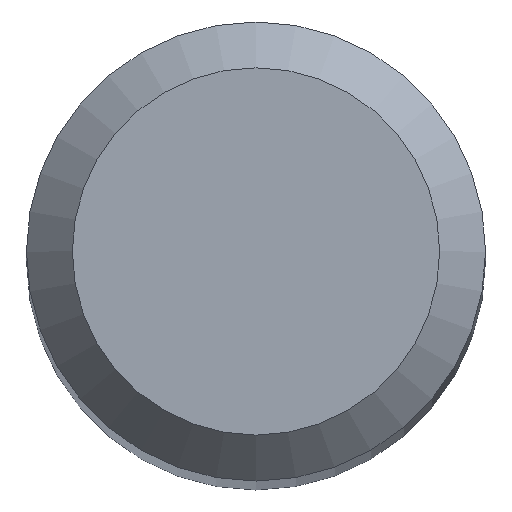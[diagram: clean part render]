
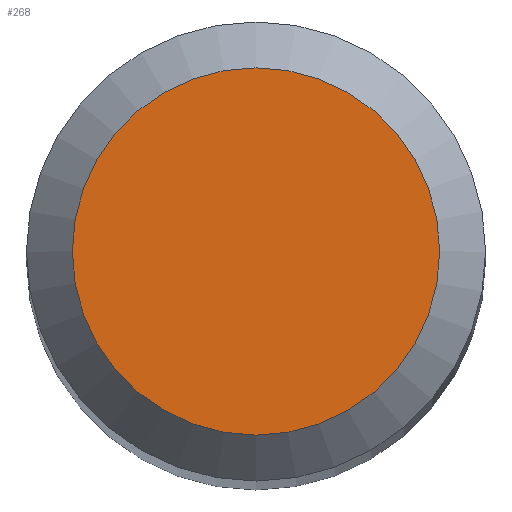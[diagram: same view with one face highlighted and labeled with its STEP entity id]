
A CAD part, top view. The second image highlights one B-rep face of the part: STEP entity #268.
In plain terms, the highlighted planar face has unit normal (0, 0, 1).
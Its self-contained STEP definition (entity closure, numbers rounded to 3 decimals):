
#14 = FACE_OUTER_BOUND ( 'NONE', #142, .T. ) ;
#48 = ORIENTED_EDGE ( 'NONE', *, *, #285, .F. ) ;
#58 = DIRECTION ( 'NONE',  ( 0., 0., -1. ) ) ;
#81 = CARTESIAN_POINT ( 'NONE',  ( 0., 0., 61. ) ) ;
#94 = VERTEX_POINT ( 'NONE', #183 ) ;
#108 = DIRECTION ( 'NONE',  ( 0., 0., -1. ) ) ;
#138 = CIRCLE ( 'NONE', #231, 1.2 ) ;
#142 = EDGE_LOOP ( 'NONE', ( #48 ) ) ;
#176 = CARTESIAN_POINT ( 'NONE',  ( 0., 0., 61. ) ) ;
#180 = PLANE ( 'NONE',  #291 ) ;
#183 = CARTESIAN_POINT ( 'NONE',  ( 0., 1.2, 61. ) ) ;
#201 = DIRECTION ( 'NONE',  ( 0., 1., 0. ) ) ;
#231 = AXIS2_PLACEMENT_3D ( 'NONE', #81, #58, #301 ) ;
#268 = ADVANCED_FACE ( 'NONE', ( #14 ), #180, .F. ) ;
#285 = EDGE_CURVE ( 'NONE', #94, #94, #138, .T. ) ;
#291 = AXIS2_PLACEMENT_3D ( 'NONE', #176, #108, #201 ) ;
#301 = DIRECTION ( 'NONE',  ( 0., 1., 0. ) ) ;
